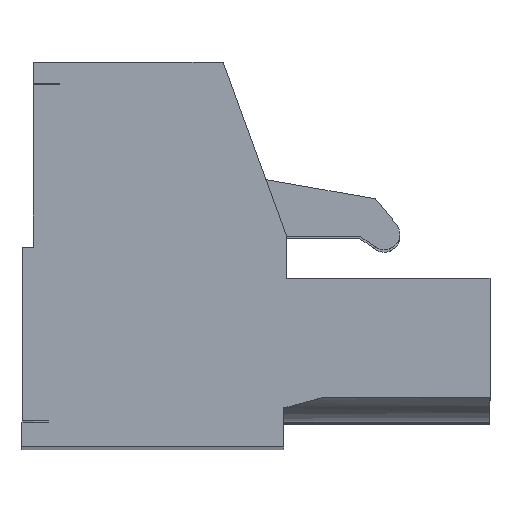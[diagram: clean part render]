
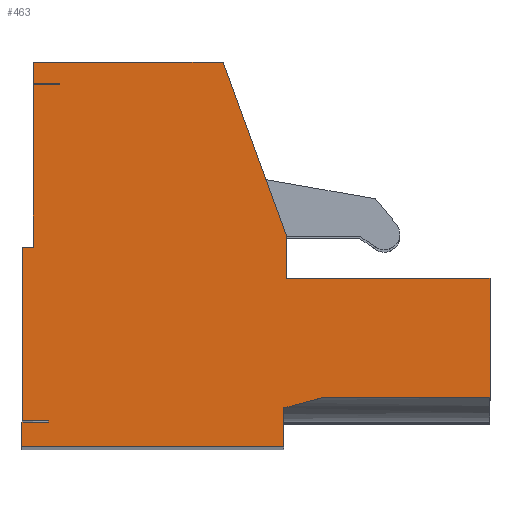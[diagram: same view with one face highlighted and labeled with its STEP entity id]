
A CAD part, top view. The second image highlights one B-rep face of the part: STEP entity #463.
In plain terms, the highlighted planar face has unit normal (0, 0, 1).
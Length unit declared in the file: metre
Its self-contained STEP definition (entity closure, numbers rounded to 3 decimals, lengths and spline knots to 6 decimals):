
#463=ADVANCED_FACE('',(#1358),#1359,.F.);
#1358=FACE_OUTER_BOUND('',#2786,.T.);
#1359=PLANE('',#2787);
#2786=EDGE_LOOP('',(#4208,#4209,#4210,#4211,#4212,#4213,#4214,#4215,#4216,#4217,#4218,#4219,#4220,#4221,#4222,#4223,#4224,#4225,#4226,#4227));
#2787=AXIS2_PLACEMENT_3D('',#4228,#4229,#4230);
#4208=ORIENTED_EDGE('',*,*,#8006,.T.);
#4209=ORIENTED_EDGE('',*,*,#8007,.T.);
#4210=ORIENTED_EDGE('',*,*,#8008,.T.);
#4211=ORIENTED_EDGE('',*,*,#8009,.T.);
#4212=ORIENTED_EDGE('',*,*,#8010,.T.);
#4213=ORIENTED_EDGE('',*,*,#8011,.T.);
#4214=ORIENTED_EDGE('',*,*,#8012,.F.);
#4215=ORIENTED_EDGE('',*,*,#8013,.T.);
#4216=ORIENTED_EDGE('',*,*,#8014,.F.);
#4217=ORIENTED_EDGE('',*,*,#8015,.T.);
#4218=ORIENTED_EDGE('',*,*,#8016,.T.);
#4219=ORIENTED_EDGE('',*,*,#8017,.T.);
#4220=ORIENTED_EDGE('',*,*,#8018,.T.);
#4221=ORIENTED_EDGE('',*,*,#8019,.T.);
#4222=ORIENTED_EDGE('',*,*,#8020,.F.);
#4223=ORIENTED_EDGE('',*,*,#8021,.T.);
#4224=ORIENTED_EDGE('',*,*,#8022,.T.);
#4225=ORIENTED_EDGE('',*,*,#8023,.T.);
#4226=ORIENTED_EDGE('',*,*,#8024,.T.);
#4227=ORIENTED_EDGE('',*,*,#8025,.T.);
#4228=CARTESIAN_POINT('',(0.273592,0.202842,0.15084));
#4229=DIRECTION('',(0.,0.0,-1.0));
#4230=DIRECTION('',(-1.0,0.0,0.));
#8006=EDGE_CURVE('',#9466,#9467,#9468,.T.);
#8007=EDGE_CURVE('',#9467,#9469,#9470,.T.);
#8008=EDGE_CURVE('',#9469,#9471,#9472,.T.);
#8009=EDGE_CURVE('',#9471,#9473,#9474,.T.);
#8010=EDGE_CURVE('',#9473,#9475,#9476,.T.);
#8011=EDGE_CURVE('',#9475,#9477,#9478,.T.);
#8012=EDGE_CURVE('',#9479,#9477,#9480,.T.);
#8013=EDGE_CURVE('',#9479,#9481,#9482,.T.);
#8014=EDGE_CURVE('',#9483,#9481,#9484,.T.);
#8015=EDGE_CURVE('',#9483,#9485,#9486,.T.);
#8016=EDGE_CURVE('',#9485,#9487,#9488,.T.);
#8017=EDGE_CURVE('',#9487,#9489,#9490,.T.);
#8018=EDGE_CURVE('',#9489,#9491,#9492,.T.);
#8019=EDGE_CURVE('',#9491,#9493,#9494,.T.);
#8020=EDGE_CURVE('',#9495,#9493,#9496,.T.);
#8021=EDGE_CURVE('',#9495,#9497,#9498,.T.);
#8022=EDGE_CURVE('',#9497,#9499,#9500,.T.);
#8023=EDGE_CURVE('',#9499,#9501,#9502,.T.);
#8024=EDGE_CURVE('',#9501,#9503,#9504,.T.);
#8025=EDGE_CURVE('',#9503,#9466,#9505,.T.);
#9466=VERTEX_POINT('',#11614);
#9467=VERTEX_POINT('',#11615);
#9468=LINE('',#11616,#11617);
#9469=VERTEX_POINT('',#11618);
#9470=LINE('',#11619,#11620);
#9471=VERTEX_POINT('',#11621);
#9472=LINE('',#11622,#11623);
#9473=VERTEX_POINT('',#11624);
#9474=LINE('',#11625,#11626);
#9475=VERTEX_POINT('',#11627);
#9476=LINE('',#11628,#11629);
#9477=VERTEX_POINT('',#11630);
#9478=LINE('',#11631,#11632);
#9479=VERTEX_POINT('',#11633);
#9480=LINE('',#11634,#11635);
#9481=VERTEX_POINT('',#11636);
#9482=LINE('',#11637,#11638);
#9483=VERTEX_POINT('',#11639);
#9484=LINE('',#11640,#11641);
#9485=VERTEX_POINT('',#11642);
#9486=LINE('',#11643,#11644);
#9487=VERTEX_POINT('',#11645);
#9488=LINE('',#11646,#11647);
#9489=VERTEX_POINT('',#11648);
#9490=LINE('',#11649,#11650);
#9491=VERTEX_POINT('',#11651);
#9492=LINE('',#11652,#11653);
#9493=VERTEX_POINT('',#11654);
#9494=LINE('',#11655,#11656);
#9495=VERTEX_POINT('',#11657);
#9496=LINE('',#11658,#11659);
#9497=VERTEX_POINT('',#11660);
#9498=LINE('',#11661,#11662);
#9499=VERTEX_POINT('',#11663);
#9500=LINE('',#11664,#11665);
#9501=VERTEX_POINT('',#11666);
#9502=LINE('',#11667,#11668);
#9503=VERTEX_POINT('',#11669);
#9504=LINE('',#11670,#11671);
#9505=LINE('',#11672,#11673);
#11614=CARTESIAN_POINT('',(0.255792,0.197092,0.15084));
#11615=CARTESIAN_POINT('',(0.255792,0.197042,0.15084));
#11616=CARTESIAN_POINT('',(0.255792,0.197042,0.15084));
#11617=VECTOR('',#14596,1.0);
#11618=CARTESIAN_POINT('',(0.254742,0.197042,0.15084));
#11619=CARTESIAN_POINT('',(0.254542,0.197042,0.15084));
#11620=VECTOR('',#14597,1.0);
#11621=CARTESIAN_POINT('',(0.254742,0.196042,0.15084));
#11622=CARTESIAN_POINT('',(0.254742,0.196042,0.15084));
#11623=VECTOR('',#14598,1.0);
#11624=CARTESIAN_POINT('',(0.265292,0.196042,0.15084));
#11625=CARTESIAN_POINT('',(0.265392,0.196042,0.15084));
#11626=VECTOR('',#14599,1.0);
#11627=CARTESIAN_POINT('',(0.265292,0.197615,0.15084));
#11628=CARTESIAN_POINT('',(0.265292,0.197642,0.15084));
#11629=VECTOR('',#14600,1.0);
#11630=CARTESIAN_POINT('',(0.266885,0.198042,0.15084));
#11631=CARTESIAN_POINT('',(0.266885,0.198042,0.15084));
#11632=VECTOR('',#14601,1.0);
#11633=CARTESIAN_POINT('',(0.273592,0.198042,0.15084));
#11634=CARTESIAN_POINT('',(0.266885,0.198042,0.15084));
#11635=VECTOR('',#14602,1.0);
#11636=CARTESIAN_POINT('',(0.273592,0.202842,0.15084));
#11637=CARTESIAN_POINT('',(0.273592,0.198942,0.15084));
#11638=VECTOR('',#14603,1.0);
#11639=CARTESIAN_POINT('',(0.265392,0.202842,0.15084));
#11640=CARTESIAN_POINT('',(0.273692,0.202842,0.15084));
#11641=VECTOR('',#14604,1.0);
#11642=CARTESIAN_POINT('',(0.265392,0.204542,0.15084));
#11643=CARTESIAN_POINT('',(0.265392,0.197642,0.15084));
#11644=VECTOR('',#14605,1.0);
#11645=CARTESIAN_POINT('',(0.262844,0.211542,0.15084));
#11646=CARTESIAN_POINT('',(0.263026,0.211042,0.15084));
#11647=VECTOR('',#14606,1.0);
#11648=CARTESIAN_POINT('',(0.255192,0.211542,0.15084));
#11649=CARTESIAN_POINT('',(0.255042,0.211542,0.15084));
#11650=VECTOR('',#14607,1.0);
#11651=CARTESIAN_POINT('',(0.255192,0.210692,0.15084));
#11652=CARTESIAN_POINT('',(0.255192,0.210382,0.15084));
#11653=VECTOR('',#14608,1.0);
#11654=CARTESIAN_POINT('',(0.256242,0.210692,0.15084));
#11655=CARTESIAN_POINT('',(0.255742,0.210692,0.15084));
#11656=VECTOR('',#14609,1.0);
#11657=CARTESIAN_POINT('',(0.256242,0.210642,0.15084));
#11658=CARTESIAN_POINT('',(0.256242,0.210232,0.15084));
#11659=VECTOR('',#14610,1.0);
#11660=CARTESIAN_POINT('',(0.255192,0.210642,0.15084));
#11661=CARTESIAN_POINT('',(0.255942,0.210642,0.15084));
#11662=VECTOR('',#14611,1.0);
#11663=CARTESIAN_POINT('',(0.255192,0.204092,0.15084));
#11664=CARTESIAN_POINT('',(0.255192,0.203542,0.15084));
#11665=VECTOR('',#14612,1.0);
#11666=CARTESIAN_POINT('',(0.254742,0.204092,0.15084));
#11667=CARTESIAN_POINT('',(0.254742,0.204092,0.15084));
#11668=VECTOR('',#14613,1.0);
#11669=CARTESIAN_POINT('',(0.254742,0.197092,0.15084));
#11670=CARTESIAN_POINT('',(0.254742,0.196742,0.15084));
#11671=VECTOR('',#14614,1.0);
#11672=CARTESIAN_POINT('',(0.256942,0.197092,0.15084));
#11673=VECTOR('',#14615,1.0);
#14596=DIRECTION('',(0.,-1.0,0.));
#14597=DIRECTION('',(-1.0,0.0,0.));
#14598=DIRECTION('',(0.,-1.0,0.));
#14599=DIRECTION('',(1.0,0.0,0.));
#14600=DIRECTION('',(0.,1.0,0.));
#14601=DIRECTION('',(0.966,0.259,0.));
#14602=DIRECTION('',(-1.0,0.,0.));
#14603=DIRECTION('',(0.,1.0,0.));
#14604=DIRECTION('',(1.0,0.0,0.));
#14605=DIRECTION('',(0.,1.0,0.));
#14606=DIRECTION('',(-0.342,0.94,0.));
#14607=DIRECTION('',(-1.0,0.,0.));
#14608=DIRECTION('',(0.,-1.0,0.));
#14609=DIRECTION('',(1.0,0.0,0.));
#14610=DIRECTION('',(0.0,1.0,0.0));
#14611=DIRECTION('',(-1.0,0.0,0.));
#14612=DIRECTION('',(0.,-1.0,0.));
#14613=DIRECTION('',(-1.0,0.0,0.));
#14614=DIRECTION('',(0.,-1.0,0.));
#14615=DIRECTION('',(1.0,0.0,0.));
